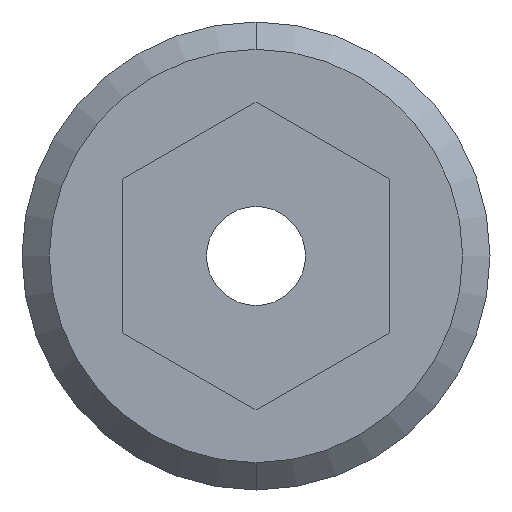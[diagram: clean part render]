
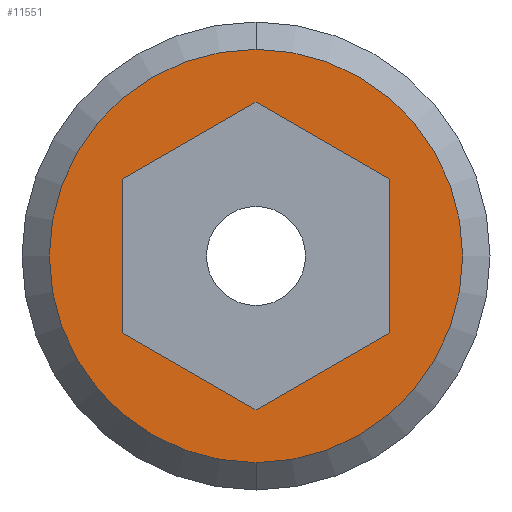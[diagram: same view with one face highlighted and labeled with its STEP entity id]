
A CAD part, left-side view. The second image highlights one B-rep face of the part: STEP entity #11551.
In plain terms, the highlighted planar face has unit normal (-1, 0, 0).
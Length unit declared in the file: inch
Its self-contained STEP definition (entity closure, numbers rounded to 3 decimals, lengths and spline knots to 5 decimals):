
#5330=CARTESIAN_POINT('',(-0.085,0.,0.));
#5331=DIRECTION('',(-1.,0.,0.));
#5332=DIRECTION('',(0.,1.,0.));
#5333=AXIS2_PLACEMENT_3D('',#5330,#5331,#5332);
#5348=DIRECTION('',(0.,0.5,0.866));
#5349=VECTOR('',#5348,0.04503);
#5350=CARTESIAN_POINT('',(-0.085,0.02252,-0.039));
#5351=LINE('',#5350,#5349);
#5352=DIRECTION('',(0.,1.,0.));
#5353=VECTOR('',#5352,0.04503);
#5354=CARTESIAN_POINT('',(-0.085,-0.02252,-0.039));
#5355=LINE('',#5354,#5353);
#5356=DIRECTION('',(0.,0.5,-0.866));
#5357=VECTOR('',#5356,0.04503);
#5358=CARTESIAN_POINT('',(-0.085,-0.04503,0.));
#5359=LINE('',#5358,#5357);
#5360=DIRECTION('',(0.,-0.5,-0.866));
#5361=VECTOR('',#5360,0.04503);
#5362=CARTESIAN_POINT('',(-0.085,-0.02252,0.039));
#5363=LINE('',#5362,#5361);
#5364=DIRECTION('',(0.,-1.,0.));
#5365=VECTOR('',#5364,0.04503);
#5366=CARTESIAN_POINT('',(-0.085,0.02252,0.039));
#5367=LINE('',#5366,#5365);
#5368=DIRECTION('',(0.,-0.5,0.866));
#5369=VECTOR('',#5368,0.04503);
#5370=CARTESIAN_POINT('',(-0.085,0.04503,0.));
#5371=LINE('',#5370,#5369);
#5372=CARTESIAN_POINT('',(-0.085,0.,0.));
#5373=DIRECTION('',(1.,0.,0.));
#5374=DIRECTION('',(0.,1.,0.));
#5375=AXIS2_PLACEMENT_3D('',#5372,#5373,#5374);
#5712=CARTESIAN_POINT('',(-0.085,0.0605,0.));
#5713=CARTESIAN_POINT('',(-0.085,-0.0605,0.));
#5714=VERTEX_POINT('',#5712);
#5715=VERTEX_POINT('',#5713);
#5732=CARTESIAN_POINT('',(-0.085,0.02252,-0.039));
#5733=CARTESIAN_POINT('',(-0.085,0.04503,0.));
#5734=VERTEX_POINT('',#5732);
#5735=VERTEX_POINT('',#5733);
#5736=CARTESIAN_POINT('',(-0.085,-0.02252,-0.039));
#5737=VERTEX_POINT('',#5736);
#5738=CARTESIAN_POINT('',(-0.085,-0.04503,0.));
#5739=VERTEX_POINT('',#5738);
#5740=CARTESIAN_POINT('',(-0.085,-0.02252,0.039));
#5741=VERTEX_POINT('',#5740);
#5742=CARTESIAN_POINT('',(-0.085,0.02252,0.039));
#5743=VERTEX_POINT('',#5742);
#11527=CARTESIAN_POINT('',(-0.085,0.,0.));
#11528=DIRECTION('',(1.,0.,0.));
#11529=DIRECTION('',(0.,-1.,0.));
#11530=AXIS2_PLACEMENT_3D('',#11527,#11528,#11529);
#11531=PLANE('',#11530);
#11532=ORIENTED_EDGE('',*,*,#11517,.F.);
#11534=ORIENTED_EDGE('',*,*,#11533,.T.);
#11535=EDGE_LOOP('',(#11532,#11534));
#11536=FACE_OUTER_BOUND('',#11535,.F.);
#11538=ORIENTED_EDGE('',*,*,#11537,.F.);
#11540=ORIENTED_EDGE('',*,*,#11539,.F.);
#11542=ORIENTED_EDGE('',*,*,#11541,.F.);
#11544=ORIENTED_EDGE('',*,*,#11543,.F.);
#11546=ORIENTED_EDGE('',*,*,#11545,.F.);
#11548=ORIENTED_EDGE('',*,*,#11547,.F.);
#11549=EDGE_LOOP('',(#11538,#11540,#11542,#11544,#11546,#11548));
#11550=FACE_BOUND('',#11549,.F.);
#5334=CIRCLE('',#5333,0.0605);
#5376=CIRCLE('',#5375,0.0605);
#11517=EDGE_CURVE('',#5714,#5715,#5334,.T.);
#11533=EDGE_CURVE('',#5714,#5715,#5376,.T.);
#11537=EDGE_CURVE('',#5734,#5735,#5351,.T.);
#11539=EDGE_CURVE('',#5737,#5734,#5355,.T.);
#11541=EDGE_CURVE('',#5739,#5737,#5359,.T.);
#11543=EDGE_CURVE('',#5741,#5739,#5363,.T.);
#11545=EDGE_CURVE('',#5743,#5741,#5367,.T.);
#11547=EDGE_CURVE('',#5735,#5743,#5371,.T.);
#11551=ADVANCED_FACE('',(#11536,#11550),#11531,.F.);
